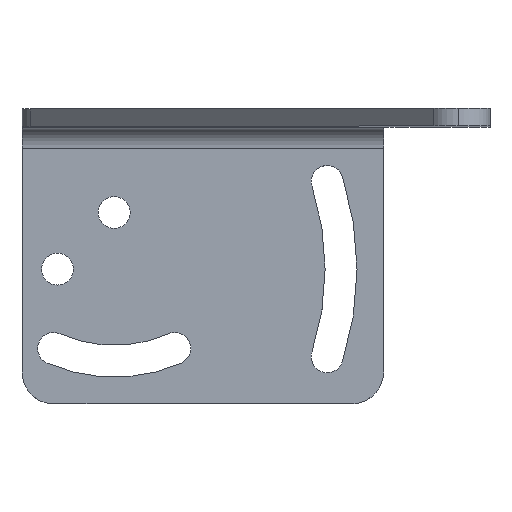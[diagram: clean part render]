
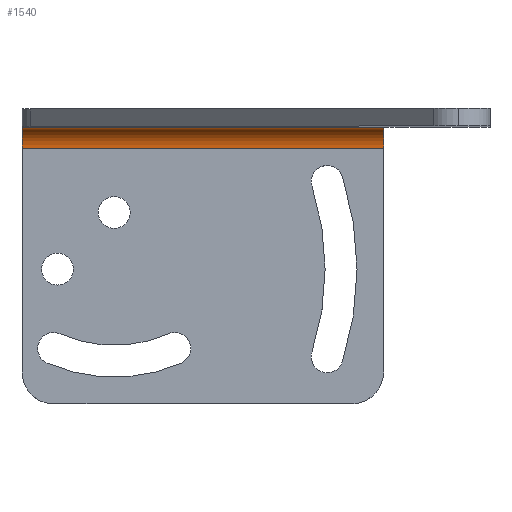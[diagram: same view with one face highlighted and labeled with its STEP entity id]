
A CAD part, top view. The second image highlights one B-rep face of the part: STEP entity #1540.
In plain terms, the highlighted cylindrical face has radius 3 mm (diameter 6 mm), a partial arc.
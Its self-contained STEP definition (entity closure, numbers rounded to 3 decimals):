
#5 = EDGE_CURVE ( 'NONE', #938, #1029, #373, .T. ) ;
#54 = EDGE_CURVE ( 'NONE', #938, #866, #1845, .T. ) ;
#161 = CARTESIAN_POINT ( 'NONE',  ( -33., -2.5, 5.5 ) ) ;
#197 = EDGE_LOOP ( 'NONE', ( #1755, #227, #923, #1502 ) ) ;
#227 = ORIENTED_EDGE ( 'NONE', *, *, #5, .T. ) ;
#237 = DIRECTION ( 'NONE',  ( 1., 0., 0. ) ) ;
#373 = LINE ( 'NONE', #1278, #830 ) ;
#383 = FACE_OUTER_BOUND ( 'NONE', #197, .T. ) ;
#414 = CYLINDRICAL_SURFACE ( 'NONE', #1086, 3. ) ;
#442 = AXIS2_PLACEMENT_3D ( 'NONE', #602, #753, #924 ) ;
#602 = CARTESIAN_POINT ( 'NONE',  ( 18., -5.5, 5.5 ) ) ;
#689 = DIRECTION ( 'NONE',  ( -1., 0., 0. ) ) ;
#738 = AXIS2_PLACEMENT_3D ( 'NONE', #1209, #237, #1363 ) ;
#747 = CIRCLE ( 'NONE', #738, 3. ) ;
#753 = DIRECTION ( 'NONE',  ( -1., 0., 0. ) ) ;
#830 = VECTOR ( 'NONE', #962, 1000. ) ;
#866 = VERTEX_POINT ( 'NONE', #1594 ) ;
#884 = CARTESIAN_POINT ( 'NONE',  ( -33., -5.5, 2.5 ) ) ;
#923 = ORIENTED_EDGE ( 'NONE', *, *, #1443, .F. ) ;
#924 = DIRECTION ( 'NONE',  ( 0., 0., 1. ) ) ;
#938 = VERTEX_POINT ( 'NONE', #1551 ) ;
#962 = DIRECTION ( 'NONE',  ( -1., 0., 0. ) ) ;
#1029 = VERTEX_POINT ( 'NONE', #161 ) ;
#1086 = AXIS2_PLACEMENT_3D ( 'NONE', #1318, #1475, #1171 ) ;
#1171 = DIRECTION ( 'NONE',  ( 0., 0., 1. ) ) ;
#1191 = EDGE_CURVE ( 'NONE', #866, #1442, #1514, .T. ) ;
#1209 = CARTESIAN_POINT ( 'NONE',  ( -33., -5.5, 5.5 ) ) ;
#1278 = CARTESIAN_POINT ( 'NONE',  ( 33., -2.5, 5.5 ) ) ;
#1318 = CARTESIAN_POINT ( 'NONE',  ( 33., -5.5, 5.5 ) ) ;
#1363 = DIRECTION ( 'NONE',  ( 0., 0., -1. ) ) ;
#1442 = VERTEX_POINT ( 'NONE', #884 ) ;
#1443 = EDGE_CURVE ( 'NONE', #1442, #1029, #747, .T. ) ;
#1454 = VECTOR ( 'NONE', #689, 1000. ) ;
#1475 = DIRECTION ( 'NONE',  ( -1., 0., 0. ) ) ;
#1502 = ORIENTED_EDGE ( 'NONE', *, *, #1191, .F. ) ;
#1514 = LINE ( 'NONE', #1643, #1454 ) ;
#1540 = ADVANCED_FACE ( 'NONE', ( #383 ), #414, .F. ) ;
#1551 = CARTESIAN_POINT ( 'NONE',  ( 18., -2.5, 5.5 ) ) ;
#1594 = CARTESIAN_POINT ( 'NONE',  ( 18., -5.5, 2.5 ) ) ;
#1643 = CARTESIAN_POINT ( 'NONE',  ( 33., -5.5, 2.5 ) ) ;
#1755 = ORIENTED_EDGE ( 'NONE', *, *, #54, .F. ) ;
#1845 = CIRCLE ( 'NONE', #442, 3. ) ;
